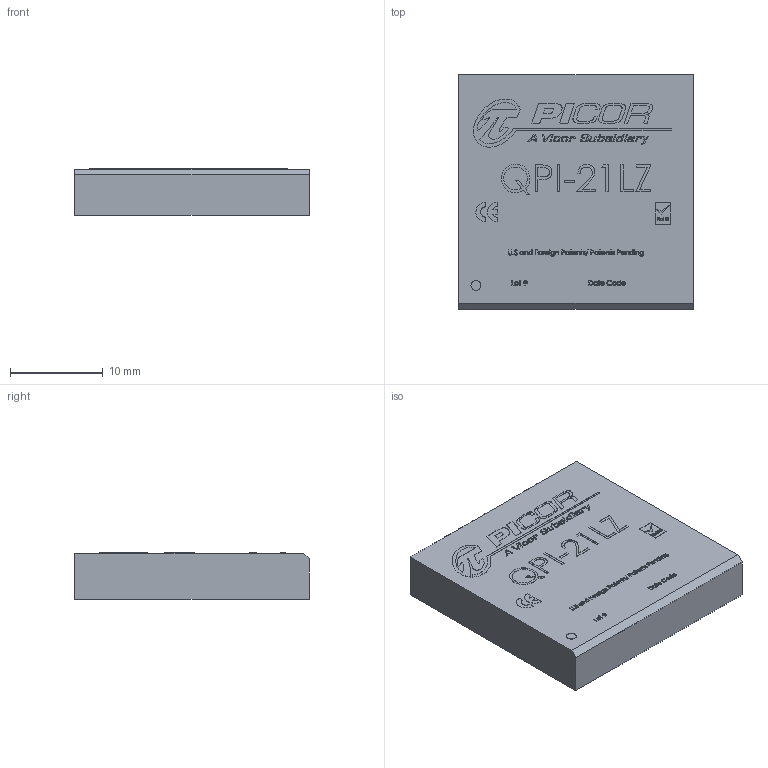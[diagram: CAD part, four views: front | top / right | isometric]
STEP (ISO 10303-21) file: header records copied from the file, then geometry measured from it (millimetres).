
FILE_DESCRIPTION (( 'STEP AP214' ), '1' );
FILE_NAME ('QPI-21LZ.STEP', '2022-12-02T18:54:32', ( '' ), ( '' ), 'SwSTEP 2.0', 'SolidWorks 2021', '' );
FILE_SCHEMA (( 'AUTOMOTIVE_DESIGN' ));
Length unit declared in the file: inch
Products named in the file (1): QPI-21LZ
Bounding box: 25.3 x 25.3 x 5.01 mm (x, y, z)
Volume: 3182.4 mm3; surface area: 1785.1 mm2
Topology: 1 solids, 1 shells, 1525 faces, 4140 edges, 2760 vertices
Faces by surface type: plane 979, bspline 536, cylinder 10
Entity records: 88670 total; most frequent: CARTESIAN_POINT 34514, ORIENTED_EDGE 8280, DIRECTION 5068, EDGE_CURVE 4140, VECTOR 3048, LINE 3048, VERTEX_POINT 2760, EDGE_LOOP 1668
